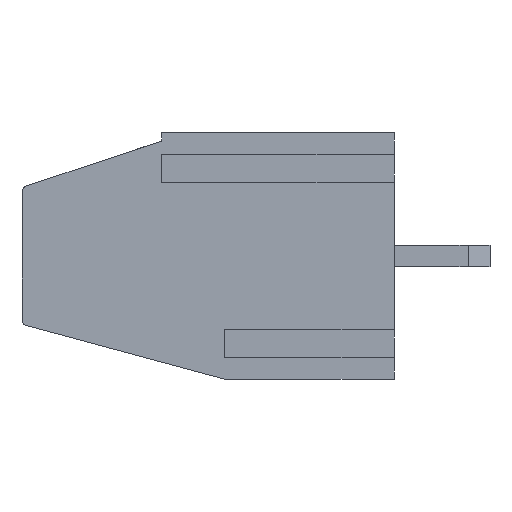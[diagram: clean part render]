
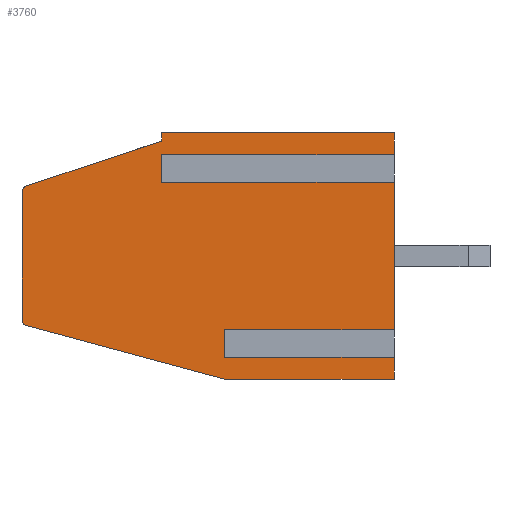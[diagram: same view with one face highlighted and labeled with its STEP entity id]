
A CAD part, left-side view. The second image highlights one B-rep face of the part: STEP entity #3760.
In plain terms, the highlighted planar face has unit normal (-1, 0, 0).
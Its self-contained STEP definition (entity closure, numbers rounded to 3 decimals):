
#66 = VECTOR ( 'NONE', #4279, 1000. ) ;
#260 = LINE ( 'NONE', #12824, #19124 ) ;
#445 = DIRECTION ( 'NONE',  ( 0., 0., 1. ) ) ;
#975 = CARTESIAN_POINT ( 'NONE',  ( 0., 13.6, 9. ) ) ;
#1199 = DIRECTION ( 'NONE',  ( 0., 0., 1. ) ) ;
#1221 = DIRECTION ( 'NONE',  ( 0., -1., 0. ) ) ;
#1895 = ORIENTED_EDGE ( 'NONE', *, *, #12512, .T. ) ;
#1963 = CARTESIAN_POINT ( 'NONE',  ( 0., 6.2, 1.593 ) ) ;
#2291 = ORIENTED_EDGE ( 'NONE', *, *, #15928, .F. ) ;
#2423 = AXIS2_PLACEMENT_3D ( 'NONE', #31721, #5005, #18880 ) ;
#2483 = ORIENTED_EDGE ( 'NONE', *, *, #4982, .T. ) ;
#3157 = CARTESIAN_POINT ( 'NONE',  ( 0., 13.4, 6.856 ) ) ;
#3584 = PLANE ( 'NONE',  #8790 ) ;
#3657 = ORIENTED_EDGE ( 'NONE', *, *, #21674, .T. ) ;
#3696 = DIRECTION ( 'NONE',  ( 0., 0., 1. ) ) ;
#3760 = ADVANCED_FACE ( 'NONE', ( #19545 ), #3584, .F. ) ;
#3883 = VECTOR ( 'NONE', #6762, 1000. ) ;
#3895 = CARTESIAN_POINT ( 'NONE',  ( 0., 6.2, 1.007 ) ) ;
#4153 = EDGE_CURVE ( 'NONE', #33412, #34508, #12220, .T. ) ;
#4279 = DIRECTION ( 'NONE',  ( 0., -1., 0. ) ) ;
#4555 = DIRECTION ( 'NONE',  ( 0., 0., 1. ) ) ;
#4732 = CARTESIAN_POINT ( 'NONE',  ( 0., 0., 1.593 ) ) ;
#4787 = CARTESIAN_POINT ( 'NONE',  ( 0., 6.2, 1.007 ) ) ;
#4801 = EDGE_CURVE ( 'NONE', #33412, #8693, #15213, .T. ) ;
#4982 = EDGE_CURVE ( 'NONE', #24357, #16937, #11601, .T. ) ;
#4989 = CARTESIAN_POINT ( 'NONE',  ( 0., 13.6, 2.153 ) ) ;
#5005 = DIRECTION ( 'NONE',  ( -1., 0., 0. ) ) ;
#5009 = EDGE_CURVE ( 'NONE', #10952, #7335, #5990, .T. ) ;
#5898 = VECTOR ( 'NONE', #21009, 1000. ) ;
#5921 = EDGE_LOOP ( 'NONE', ( #28696, #34547, #2291, #15077, #10802, #24037, #3657, #2483, #10003, #33171, #11249, #17833, #30444, #21680, #17076, #1895, #24396, #11117 ) ) ;
#5990 = LINE ( 'NONE', #32875, #19240 ) ;
#6054 = CARTESIAN_POINT ( 'NONE',  ( 0., 6.2, 0. ) ) ;
#6079 = VERTEX_POINT ( 'NONE', #12557 ) ;
#6362 = CIRCLE ( 'NONE', #26558, 0.2 ) ;
#6434 = EDGE_CURVE ( 'NONE', #8693, #9274, #7074, .T. ) ;
#6572 = CARTESIAN_POINT ( 'NONE',  ( 0., 0., 7.407 ) ) ;
#6762 = DIRECTION ( 'NONE',  ( 0., -1., 0. ) ) ;
#6816 = VECTOR ( 'NONE', #9315, 1000. ) ;
#7074 = LINE ( 'NONE', #25307, #66 ) ;
#7335 = VERTEX_POINT ( 'NONE', #4732 ) ;
#7994 = LINE ( 'NONE', #13618, #23794 ) ;
#8579 = VECTOR ( 'NONE', #22922, 1000. ) ;
#8693 = VERTEX_POINT ( 'NONE', #11585 ) ;
#8712 = EDGE_CURVE ( 'NONE', #16926, #23178, #12104, .T. ) ;
#8790 = AXIS2_PLACEMENT_3D ( 'NONE', #975, #16404, #21479 ) ;
#9274 = VERTEX_POINT ( 'NONE', #6572 ) ;
#9315 = DIRECTION ( 'NONE',  ( 0., 0., 1. ) ) ;
#9458 = DIRECTION ( 'NONE',  ( 0., -0.949, 0.316 ) ) ;
#9815 = VECTOR ( 'NONE', #12779, 1000. ) ;
#10003 = ORIENTED_EDGE ( 'NONE', *, *, #20202, .F. ) ;
#10643 = DIRECTION ( 'NONE',  ( -1., 0., 0. ) ) ;
#10802 = ORIENTED_EDGE ( 'NONE', *, *, #13445, .F. ) ;
#10952 = VERTEX_POINT ( 'NONE', #1963 ) ;
#11117 = ORIENTED_EDGE ( 'NONE', *, *, #33288, .F. ) ;
#11249 = ORIENTED_EDGE ( 'NONE', *, *, #5009, .T. ) ;
#11324 = VECTOR ( 'NONE', #4555, 1000. ) ;
#11585 = CARTESIAN_POINT ( 'NONE',  ( 0., 8.5, 7.407 ) ) ;
#11601 = LINE ( 'NONE', #13889, #22565 ) ;
#11682 = CARTESIAN_POINT ( 'NONE',  ( 0., 13.6, 9. ) ) ;
#11751 = CARTESIAN_POINT ( 'NONE',  ( 0., 6.2, 0. ) ) ;
#11897 = VECTOR ( 'NONE', #3696, 1000. ) ;
#12104 = LINE ( 'NONE', #17370, #26551 ) ;
#12220 = LINE ( 'NONE', #25734, #27872 ) ;
#12459 = CARTESIAN_POINT ( 'NONE',  ( 0., 6.2, 1.007 ) ) ;
#12512 = EDGE_CURVE ( 'NONE', #34508, #31190, #23500, .T. ) ;
#12557 = CARTESIAN_POINT ( 'NONE',  ( 0., 8.5, 9. ) ) ;
#12779 = DIRECTION ( 'NONE',  ( 0., -1., 0. ) ) ;
#12824 = CARTESIAN_POINT ( 'NONE',  ( 0., 13.6, 2. ) ) ;
#12868 = CARTESIAN_POINT ( 'NONE',  ( 0., 0., 0. ) ) ;
#12986 = CARTESIAN_POINT ( 'NONE',  ( 0., 13.463, 7.046 ) ) ;
#13178 = DIRECTION ( 'NONE',  ( 0., 0.965, 0.261 ) ) ;
#13193 = VERTEX_POINT ( 'NONE', #6054 ) ;
#13445 = EDGE_CURVE ( 'NONE', #13193, #21714, #260, .T. ) ;
#13618 = CARTESIAN_POINT ( 'NONE',  ( 0., 6.2, 0. ) ) ;
#13889 = CARTESIAN_POINT ( 'NONE',  ( 0., 0., 9. ) ) ;
#14347 = CARTESIAN_POINT ( 'NONE',  ( 0., 0., 9. ) ) ;
#14648 = LINE ( 'NONE', #11682, #3883 ) ;
#14731 = LINE ( 'NONE', #12459, #9815 ) ;
#15077 = ORIENTED_EDGE ( 'NONE', *, *, #31964, .T. ) ;
#15213 = LINE ( 'NONE', #25919, #8579 ) ;
#15407 = CARTESIAN_POINT ( 'NONE',  ( 0., 13.452, 1.96 ) ) ;
#15928 = EDGE_CURVE ( 'NONE', #17913, #31397, #34183, .T. ) ;
#16404 = DIRECTION ( 'NONE',  ( 1., 0., 0. ) ) ;
#16876 = DIRECTION ( 'NONE',  ( 0., -1., 0. ) ) ;
#16926 = VERTEX_POINT ( 'NONE', #12986 ) ;
#16937 = VERTEX_POINT ( 'NONE', #34434 ) ;
#17076 = ORIENTED_EDGE ( 'NONE', *, *, #4153, .T. ) ;
#17370 = CARTESIAN_POINT ( 'NONE',  ( 0., 13.6, 7. ) ) ;
#17695 = EDGE_CURVE ( 'NONE', #29713, #10952, #27920, .T. ) ;
#17833 = ORIENTED_EDGE ( 'NONE', *, *, #18633, .T. ) ;
#17913 = VERTEX_POINT ( 'NONE', #4989 ) ;
#18021 = CARTESIAN_POINT ( 'NONE',  ( 0., 13.6, 0. ) ) ;
#18633 = EDGE_CURVE ( 'NONE', #7335, #9274, #33176, .T. ) ;
#18880 = DIRECTION ( 'NONE',  ( 0., 0., -1. ) ) ;
#18895 = DIRECTION ( 'NONE',  ( 0., 0., -1. ) ) ;
#19011 = CARTESIAN_POINT ( 'NONE',  ( 0., 0., 9. ) ) ;
#19124 = VECTOR ( 'NONE', #13178, 1000. ) ;
#19240 = VECTOR ( 'NONE', #16876, 1000. ) ;
#19545 = FACE_OUTER_BOUND ( 'NONE', #5921, .T. ) ;
#20202 = EDGE_CURVE ( 'NONE', #29713, #16937, #14731, .T. ) ;
#21009 = DIRECTION ( 'NONE',  ( 0., -1., 0. ) ) ;
#21473 = CARTESIAN_POINT ( 'NONE',  ( 0., 8.5, 8.7 ) ) ;
#21479 = DIRECTION ( 'NONE',  ( 0., 0., -1. ) ) ;
#21674 = EDGE_CURVE ( 'NONE', #24197, #24357, #34363, .T. ) ;
#21680 = ORIENTED_EDGE ( 'NONE', *, *, #4801, .F. ) ;
#21714 = VERTEX_POINT ( 'NONE', #15407 ) ;
#21941 = CARTESIAN_POINT ( 'NONE',  ( 0., 13.6, 6.856 ) ) ;
#22565 = VECTOR ( 'NONE', #445, 1000. ) ;
#22922 = DIRECTION ( 'NONE',  ( 0., 0., -1. ) ) ;
#23178 = VERTEX_POINT ( 'NONE', #21473 ) ;
#23500 = LINE ( 'NONE', #26481, #11324 ) ;
#23577 = VECTOR ( 'NONE', #34023, 1000. ) ;
#23794 = VECTOR ( 'NONE', #26614, 1000. ) ;
#24037 = ORIENTED_EDGE ( 'NONE', *, *, #33815, .F. ) ;
#24197 = VERTEX_POINT ( 'NONE', #11751 ) ;
#24357 = VERTEX_POINT ( 'NONE', #12868 ) ;
#24396 = ORIENTED_EDGE ( 'NONE', *, *, #26167, .F. ) ;
#25307 = CARTESIAN_POINT ( 'NONE',  ( 0., 8.5, 7.407 ) ) ;
#25351 = CARTESIAN_POINT ( 'NONE',  ( 0., 8.5, 8.7 ) ) ;
#25734 = CARTESIAN_POINT ( 'NONE',  ( 0., 8.5, 7.993 ) ) ;
#25919 = CARTESIAN_POINT ( 'NONE',  ( 0., 8.5, 7.993 ) ) ;
#26167 = EDGE_CURVE ( 'NONE', #6079, #31190, #14648, .T. ) ;
#26225 = CARTESIAN_POINT ( 'NONE',  ( 0., 8.5, 7.993 ) ) ;
#26481 = CARTESIAN_POINT ( 'NONE',  ( 0., 0., 9. ) ) ;
#26551 = VECTOR ( 'NONE', #9458, 1000. ) ;
#26558 = AXIS2_PLACEMENT_3D ( 'NONE', #3157, #10643, #18895 ) ;
#26614 = DIRECTION ( 'NONE',  ( 0., 0., 1. ) ) ;
#27872 = VECTOR ( 'NONE', #1221, 1000. ) ;
#27920 = LINE ( 'NONE', #3895, #6816 ) ;
#28159 = CIRCLE ( 'NONE', #2423, 0.2 ) ;
#28696 = ORIENTED_EDGE ( 'NONE', *, *, #8712, .F. ) ;
#29037 = CARTESIAN_POINT ( 'NONE',  ( 0., 13.6, 9. ) ) ;
#29713 = VERTEX_POINT ( 'NONE', #4787 ) ;
#30444 = ORIENTED_EDGE ( 'NONE', *, *, #6434, .F. ) ;
#30462 = LINE ( 'NONE', #25351, #32195 ) ;
#31190 = VERTEX_POINT ( 'NONE', #19011 ) ;
#31351 = CARTESIAN_POINT ( 'NONE',  ( 0., 0., 7.993 ) ) ;
#31397 = VERTEX_POINT ( 'NONE', #21941 ) ;
#31721 = CARTESIAN_POINT ( 'NONE',  ( 0., 13.4, 2.153 ) ) ;
#31964 = EDGE_CURVE ( 'NONE', #17913, #21714, #28159, .T. ) ;
#32195 = VECTOR ( 'NONE', #1199, 1000. ) ;
#32875 = CARTESIAN_POINT ( 'NONE',  ( 0., 6.2, 1.593 ) ) ;
#33116 = EDGE_CURVE ( 'NONE', #16926, #31397, #6362, .T. ) ;
#33171 = ORIENTED_EDGE ( 'NONE', *, *, #17695, .T. ) ;
#33176 = LINE ( 'NONE', #14347, #11897 ) ;
#33288 = EDGE_CURVE ( 'NONE', #23178, #6079, #30462, .T. ) ;
#33412 = VERTEX_POINT ( 'NONE', #26225 ) ;
#33815 = EDGE_CURVE ( 'NONE', #24197, #13193, #7994, .T. ) ;
#34023 = DIRECTION ( 'NONE',  ( 0., 0., 1. ) ) ;
#34183 = LINE ( 'NONE', #29037, #23577 ) ;
#34363 = LINE ( 'NONE', #18021, #5898 ) ;
#34434 = CARTESIAN_POINT ( 'NONE',  ( 0., 0., 1.007 ) ) ;
#34508 = VERTEX_POINT ( 'NONE', #31351 ) ;
#34547 = ORIENTED_EDGE ( 'NONE', *, *, #33116, .T. ) ;
